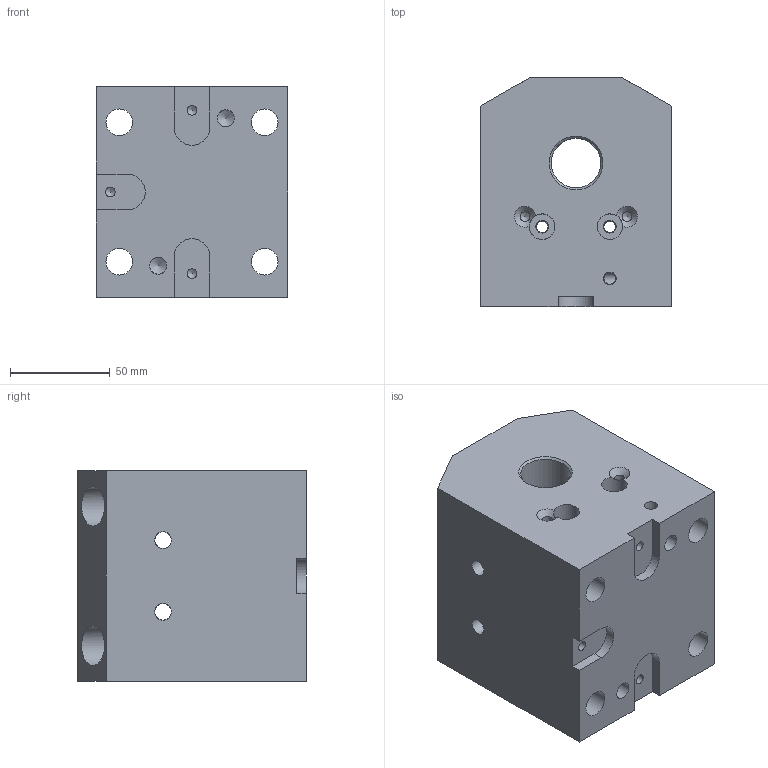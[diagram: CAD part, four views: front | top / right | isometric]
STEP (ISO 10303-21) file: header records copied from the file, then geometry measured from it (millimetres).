
FILE_DESCRIPTION(/* description */ ('BORING BAR HOLDER 25MM BMT65'),/* implementation_level */ '2;1');
FILE_NAME(/* name */ 'BMT65MID-25-PARLEC.stp',/* time_stamp */ '2021-11-19T09:34:27-05:00',/* author */ ('dalloco'),/* organization */ (''),/* preprocessor_version */ 'ST-DEVELOPER v16.13',/* originating_system */ 'Autodesk Inventor 2018',/* authorisation */ '');
FILE_SCHEMA (('AUTOMOTIVE_DESIGN { 1 0 10303 214 3 1 1 }'));
Length unit declared in the file: inch
Products named in the file (1): BMT65MID-25-PARLEC
Bounding box: 96 x 115 x 106 mm (x, y, z)
Volume: 970322.2 mm3; surface area: 104283.1 mm2
Topology: 1 solids, 1 shells, 785 faces, 2162 edges, 1439 vertices
Faces by surface type: plane 554, bspline 162, cylinder 42, cone 27
Full cylindrical faces by diameter (mm): 4.928 x8, 5.944 x8, 8.382 x4, 8.611 x2, 12.827 x2, 13.487 x4, 19.863 x4, 25 x3, 26.524 x2
Entity records: 25847 total; most frequent: CARTESIAN_POINT 7106, ORIENTED_EDGE 4136, DIRECTION 3070, EDGE_CURVE 2068, LINE 1630, VECTOR 1630, VERTEX_POINT 1408, EDGE_LOOP 942
